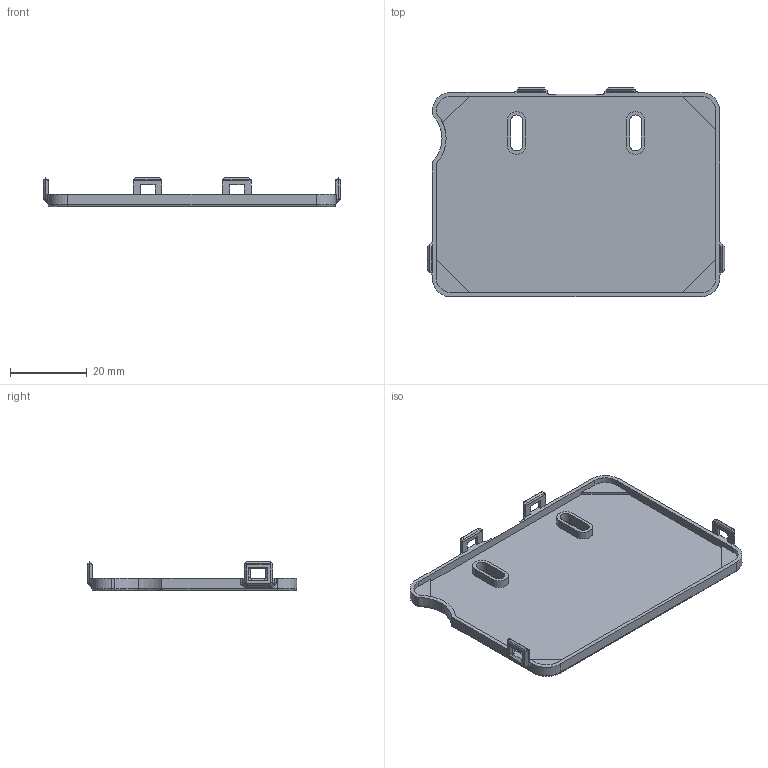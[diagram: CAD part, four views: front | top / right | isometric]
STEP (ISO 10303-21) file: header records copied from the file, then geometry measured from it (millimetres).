
FILE_DESCRIPTION (( 'STEP AP214' ), '1' );
FILE_NAME ('E-Badge_Enclosure_Bottom.STEP', '2020-01-31T17:58:24', ( 'Sthayer' ), ( '' ), 'SwSTEP 2.0', 'SolidWorks 2020', '' );
FILE_SCHEMA (( 'AUTOMOTIVE_DESIGN' ));
Length unit declared in the file: inch
Products named in the file (1): E-Badge_Enclosure_Bottom
Bounding box: 77.47 x 54.61 x 7.62 mm (x, y, z)
Volume: 4810.1 mm3; surface area: 9592.8 mm2
Topology: 1 solids, 1 shells, 345 faces, 911 edges, 566 vertices
Faces by surface type: cylinder 149, plane 142, bspline 40, torus 14
Entity records: 12215 total; most frequent: CARTESIAN_POINT 4328, ORIENTED_EDGE 1822, DIRECTION 1418, EDGE_CURVE 911, VERTEX_POINT 566, LINE 512, VECTOR 512, AXIS2_PLACEMENT_3D 453
